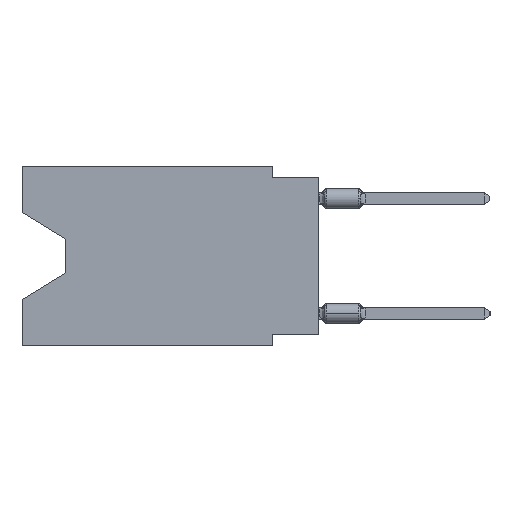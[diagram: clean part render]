
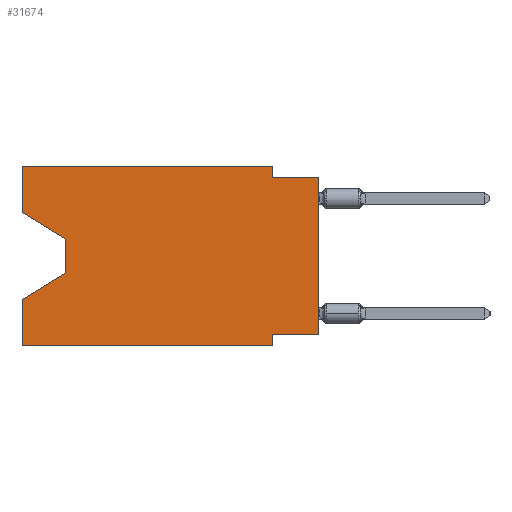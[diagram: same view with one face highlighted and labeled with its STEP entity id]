
A CAD part, left-side view. The second image highlights one B-rep face of the part: STEP entity #31674.
In plain terms, the highlighted planar face has unit normal (-1, 0, 0).
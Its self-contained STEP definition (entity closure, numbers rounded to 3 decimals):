
#9 = VECTOR ( 'NONE', #47978, 1000. ) ;
#44 = ORIENTED_EDGE ( 'NONE', *, *, #37550, .F. ) ;
#901 = DIRECTION ( 'NONE',  ( 1., 0., 0. ) ) ;
#2577 = CARTESIAN_POINT ( 'NONE',  ( 0., 16.383, -7.36 ) ) ;
#2595 = CARTESIAN_POINT ( 'NONE',  ( 0., 2.54, -9.906 ) ) ;
#4089 = PLANE ( 'NONE',  #11173 ) ;
#4922 = DIRECTION ( 'NONE',  ( 0., 0., 1. ) ) ;
#4991 = VERTEX_POINT ( 'NONE', #48701 ) ;
#5058 = VECTOR ( 'NONE', #48232, 1000. ) ;
#5661 = EDGE_CURVE ( 'NONE', #32081, #35135, #35851, .T. ) ;
#5882 = ORIENTED_EDGE ( 'NONE', *, *, #5661, .F. ) ;
#5906 = EDGE_CURVE ( 'NONE', #15806, #32081, #13635, .T. ) ;
#6579 = CARTESIAN_POINT ( 'NONE',  ( 0., 2.54, -9.906 ) ) ;
#8811 = VERTEX_POINT ( 'NONE', #17502 ) ;
#9287 = VERTEX_POINT ( 'NONE', #10779 ) ;
#9337 = LINE ( 'NONE', #17510, #22180 ) ;
#9831 = LINE ( 'NONE', #14840, #40830 ) ;
#10045 = EDGE_CURVE ( 'NONE', #11845, #9287, #9337, .T. ) ;
#10393 = ORIENTED_EDGE ( 'NONE', *, *, #5906, .F. ) ;
#10698 = CARTESIAN_POINT ( 'NONE',  ( 0., 0., -0.635 ) ) ;
#10779 = CARTESIAN_POINT ( 'NONE',  ( 0., 13.97, -5.893 ) ) ;
#11173 = AXIS2_PLACEMENT_3D ( 'NONE', #12805, #901, #28629 ) ;
#11575 = ORIENTED_EDGE ( 'NONE', *, *, #31120, .F. ) ;
#11647 = EDGE_CURVE ( 'NONE', #8811, #11845, #22909, .T. ) ;
#11845 = VERTEX_POINT ( 'NONE', #36082 ) ;
#12367 = VECTOR ( 'NONE', #29724, 1000. ) ;
#12805 = CARTESIAN_POINT ( 'NONE',  ( 0., 16.383, 0. ) ) ;
#12869 = LINE ( 'NONE', #28432, #16181 ) ;
#12916 = VERTEX_POINT ( 'NONE', #2577 ) ;
#13282 = CARTESIAN_POINT ( 'NONE',  ( 0., 16.383, -9.906 ) ) ;
#13635 = LINE ( 'NONE', #50074, #12367 ) ;
#14840 = CARTESIAN_POINT ( 'NONE',  ( 0., 0., 0. ) ) ;
#15104 = EDGE_CURVE ( 'NONE', #21728, #35135, #31487, .T. ) ;
#15806 = VERTEX_POINT ( 'NONE', #26923 ) ;
#16031 = LINE ( 'NONE', #36850, #5058 ) ;
#16178 = CARTESIAN_POINT ( 'NONE',  ( 0., 16.383, -9.906 ) ) ;
#16181 = VECTOR ( 'NONE', #4922, 1000. ) ;
#17502 = CARTESIAN_POINT ( 'NONE',  ( 0., 16.383, -2.546 ) ) ;
#17510 = CARTESIAN_POINT ( 'NONE',  ( 0., 13.97, -4.013 ) ) ;
#18273 = DIRECTION ( 'NONE',  ( 0., 0., 1. ) ) ;
#18333 = CARTESIAN_POINT ( 'NONE',  ( 0., 0., -0.635 ) ) ;
#18681 = VECTOR ( 'NONE', #35618, 1000. ) ;
#18688 = CARTESIAN_POINT ( 'NONE',  ( 0., 16.383, 0. ) ) ;
#19023 = VERTEX_POINT ( 'NONE', #24738 ) ;
#20022 = ORIENTED_EDGE ( 'NONE', *, *, #10045, .T. ) ;
#21451 = LINE ( 'NONE', #41520, #25552 ) ;
#21634 = CARTESIAN_POINT ( 'NONE',  ( 0., 2.54, -9.271 ) ) ;
#21728 = VERTEX_POINT ( 'NONE', #13282 ) ;
#22180 = VECTOR ( 'NONE', #25438, 1000. ) ;
#22909 = LINE ( 'NONE', #42186, #25543 ) ;
#23337 = VECTOR ( 'NONE', #27146, 1000. ) ;
#24738 = CARTESIAN_POINT ( 'NONE',  ( 0., 2.54, -0.635 ) ) ;
#25438 = DIRECTION ( 'NONE',  ( 0., 0., -1. ) ) ;
#25543 = VECTOR ( 'NONE', #47198, 1000. ) ;
#25552 = VECTOR ( 'NONE', #40751, 1000. ) ;
#26184 = EDGE_CURVE ( 'NONE', #19023, #38334, #38405, .T. ) ;
#26923 = CARTESIAN_POINT ( 'NONE',  ( 0., 0., -9.271 ) ) ;
#27146 = DIRECTION ( 'NONE',  ( 0., 0., -1. ) ) ;
#27326 = ORIENTED_EDGE ( 'NONE', *, *, #34356, .T. ) ;
#28432 = CARTESIAN_POINT ( 'NONE',  ( 0., 16.383, 0. ) ) ;
#28629 = DIRECTION ( 'NONE',  ( 0., 0., -1. ) ) ;
#29724 = DIRECTION ( 'NONE',  ( 0., 1., 0. ) ) ;
#30054 = ORIENTED_EDGE ( 'NONE', *, *, #26184, .F. ) ;
#31075 = LINE ( 'NONE', #18688, #9 ) ;
#31120 = EDGE_CURVE ( 'NONE', #21728, #12916, #12869, .T. ) ;
#31487 = LINE ( 'NONE', #16178, #45182 ) ;
#31674 = ADVANCED_FACE ( 'NONE', ( #45535 ), #4089, .F. ) ;
#32081 = VERTEX_POINT ( 'NONE', #21634 ) ;
#34356 = EDGE_CURVE ( 'NONE', #9287, #12916, #21451, .T. ) ;
#34425 = DIRECTION ( 'NONE',  ( 0., -1., 0. ) ) ;
#34925 = VERTEX_POINT ( 'NONE', #49620 ) ;
#35085 = ORIENTED_EDGE ( 'NONE', *, *, #15104, .T. ) ;
#35135 = VERTEX_POINT ( 'NONE', #6579 ) ;
#35618 = DIRECTION ( 'NONE',  ( 0., 0., -1. ) ) ;
#35851 = LINE ( 'NONE', #2595, #23337 ) ;
#36082 = CARTESIAN_POINT ( 'NONE',  ( 0., 13.97, -4.013 ) ) ;
#36652 = CARTESIAN_POINT ( 'NONE',  ( 0., 2.54, 0. ) ) ;
#36850 = CARTESIAN_POINT ( 'NONE',  ( 0., 16.383, 0. ) ) ;
#37550 = EDGE_CURVE ( 'NONE', #4991, #19023, #43808, .T. ) ;
#38334 = VERTEX_POINT ( 'NONE', #10698 ) ;
#38405 = LINE ( 'NONE', #18333, #51364 ) ;
#40693 = EDGE_CURVE ( 'NONE', #15806, #38334, #9831, .T. ) ;
#40751 = DIRECTION ( 'NONE',  ( 0., 0.855, -0.519 ) ) ;
#40830 = VECTOR ( 'NONE', #18273, 1000. ) ;
#41520 = CARTESIAN_POINT ( 'NONE',  ( 0., 13.97, -5.893 ) ) ;
#42186 = CARTESIAN_POINT ( 'NONE',  ( 0., 16.383, -2.546 ) ) ;
#43808 = LINE ( 'NONE', #36652, #18681 ) ;
#44248 = EDGE_LOOP ( 'NONE', ( #46311, #20022, #27326, #11575, #35085, #5882, #10393, #47545, #30054, #44, #48382, #49295 ) ) ;
#45182 = VECTOR ( 'NONE', #47615, 1000. ) ;
#45535 = FACE_OUTER_BOUND ( 'NONE', #44248, .T. ) ;
#46311 = ORIENTED_EDGE ( 'NONE', *, *, #11647, .T. ) ;
#47198 = DIRECTION ( 'NONE',  ( 0., -0.855, -0.519 ) ) ;
#47545 = ORIENTED_EDGE ( 'NONE', *, *, #40693, .T. ) ;
#47615 = DIRECTION ( 'NONE',  ( 0., -1., 0. ) ) ;
#47978 = DIRECTION ( 'NONE',  ( 0., 0., 1. ) ) ;
#48232 = DIRECTION ( 'NONE',  ( 0., -1., 0. ) ) ;
#48378 = EDGE_CURVE ( 'NONE', #8811, #34925, #31075, .T. ) ;
#48382 = ORIENTED_EDGE ( 'NONE', *, *, #48400, .F. ) ;
#48400 = EDGE_CURVE ( 'NONE', #34925, #4991, #16031, .T. ) ;
#48701 = CARTESIAN_POINT ( 'NONE',  ( 0., 2.54, 0. ) ) ;
#49295 = ORIENTED_EDGE ( 'NONE', *, *, #48378, .F. ) ;
#49620 = CARTESIAN_POINT ( 'NONE',  ( 0., 16.383, 0. ) ) ;
#50074 = CARTESIAN_POINT ( 'NONE',  ( 0., 0., -9.271 ) ) ;
#51364 = VECTOR ( 'NONE', #34425, 1000. ) ;
